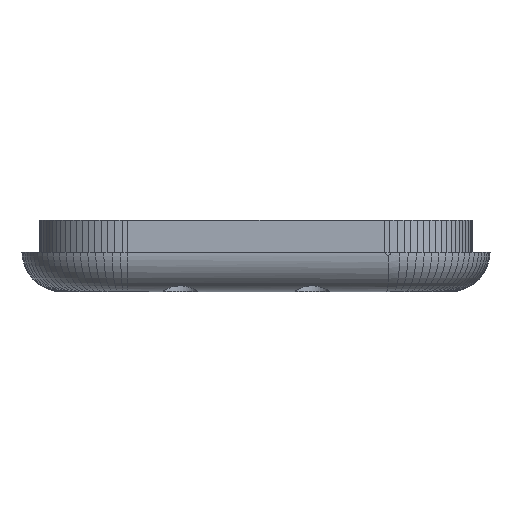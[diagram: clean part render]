
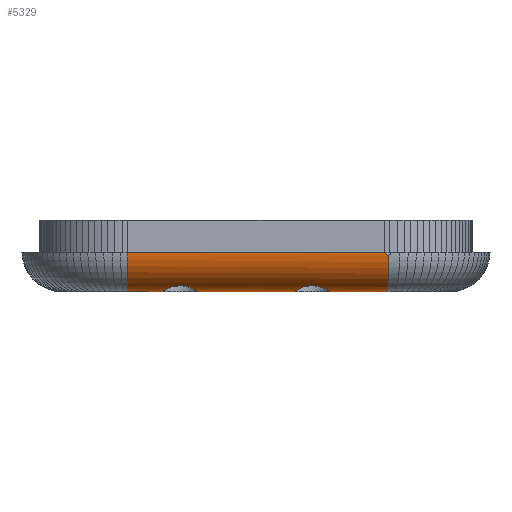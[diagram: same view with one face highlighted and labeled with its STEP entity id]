
A CAD part, left-side view. The second image highlights one B-rep face of the part: STEP entity #5329.
In plain terms, the highlighted cylindrical face has radius 5 mm (diameter 10 mm), a partial arc.
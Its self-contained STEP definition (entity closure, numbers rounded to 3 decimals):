
#17=ELLIPSE('',#5645,5.008,5.);
#18=ELLIPSE('',#5646,122.956,5.);
#19=ELLIPSE('',#5647,5.001,5.);
#104=B_SPLINE_CURVE_WITH_KNOTS('',3,(#7745,#7746,#7747,#7748,#7749,#7750,
#7751,#7752,#7753,#7754,#7755,#7756,#7757,#7758,#7759,#7760,#7761,#7762,
#7763,#7764,#7765,#7766),.UNSPECIFIED.,.F.,.F.,(4,2,2,2,2,2,2,2,2,2,4),
(0.281,0.326,0.41,0.494,
0.577,0.659,0.742,0.824,
0.908,0.992,1.037),.UNSPECIFIED.);
#105=B_SPLINE_CURVE_WITH_KNOTS('',3,(#7785,#7786,#7787,#7788,#7789,#7790,
#7791,#7792,#7793,#7794,#7795,#7796,#7797,#7798,#7799,#7800,#7801,#7802,
#7803,#7804,#7805,#7806),.UNSPECIFIED.,.F.,.F.,(4,2,2,2,2,2,2,2,2,2,4),
(0.282,0.326,0.41,0.494,
0.577,0.659,0.742,0.824,
0.908,0.992,1.037),.UNSPECIFIED.);
#320=FACE_OUTER_BOUND('',#603,.T.);
#603=EDGE_LOOP('',(#3770,#3771,#3772,#3773,#3774,#3775,#3776,#3777,#3778));
#914=LINE('',#7604,#1601);
#915=LINE('',#7610,#1602);
#916=LINE('',#7616,#1603);
#965=LINE('',#7783,#1652);
#1601=VECTOR('',#6084,10.);
#1602=VECTOR('',#6089,10.);
#1603=VECTOR('',#6094,10.);
#1652=VECTOR('',#6181,10.);
#2321=VERTEX_POINT('',#7601);
#2322=VERTEX_POINT('',#7603);
#2324=VERTEX_POINT('',#7607);
#2325=VERTEX_POINT('',#7609);
#2327=VERTEX_POINT('',#7613);
#2328=VERTEX_POINT('',#7615);
#2381=VERTEX_POINT('',#7778);
#2382=VERTEX_POINT('',#7780);
#2383=VERTEX_POINT('',#7782);
#2864=EDGE_CURVE('',#2322,#2321,#914,.T.);
#2867=EDGE_CURVE('',#2325,#2324,#915,.T.);
#2870=EDGE_CURVE('',#2328,#2327,#916,.T.);
#2925=EDGE_CURVE('',#2324,#2322,#104,.T.);
#2931=EDGE_CURVE('',#2381,#2321,#17,.T.);
#2932=EDGE_CURVE('',#2381,#2382,#18,.T.);
#2933=EDGE_CURVE('',#2382,#2383,#965,.T.);
#2934=EDGE_CURVE('',#2328,#2383,#19,.T.);
#2935=EDGE_CURVE('',#2327,#2325,#105,.T.);
#3770=ORIENTED_EDGE('',*,*,#2925,.T.);
#3771=ORIENTED_EDGE('',*,*,#2864,.T.);
#3772=ORIENTED_EDGE('',*,*,#2931,.F.);
#3773=ORIENTED_EDGE('',*,*,#2932,.T.);
#3774=ORIENTED_EDGE('',*,*,#2933,.T.);
#3775=ORIENTED_EDGE('',*,*,#2934,.F.);
#3776=ORIENTED_EDGE('',*,*,#2870,.T.);
#3777=ORIENTED_EDGE('',*,*,#2935,.T.);
#3778=ORIENTED_EDGE('',*,*,#2867,.T.);
#5226=CYLINDRICAL_SURFACE('',#5644,5.);
#5329=ADVANCED_FACE('',(#320),#5226,.T.);
#5644=AXIS2_PLACEMENT_3D('',#7777,#6175,#6176);
#5645=AXIS2_PLACEMENT_3D('',#7779,#6177,#6178);
#5646=AXIS2_PLACEMENT_3D('',#7781,#6179,#6180);
#5647=AXIS2_PLACEMENT_3D('',#7784,#6182,#6183);
#6084=DIRECTION('',(0.,-1.,0.));
#6089=DIRECTION('',(0.,-1.,0.));
#6094=DIRECTION('',(0.,-1.,0.));
#6175=DIRECTION('center_axis',(0.,1.,0.));
#6176=DIRECTION('ref_axis',(-0.707,0.,-0.707));
#6177=DIRECTION('center_axis',(0.056,-0.998,0.));
#6178=DIRECTION('ref_axis',(-0.998,-0.056,0.));
#6179=DIRECTION('center_axis',(0.999,0.041,0.));
#6180=DIRECTION('ref_axis',(-0.041,0.999,0.));
#6181=DIRECTION('',(0.,1.,0.));
#6182=DIRECTION('center_axis',(0.02,1.,0.));
#6183=DIRECTION('ref_axis',(-1.,0.02,0.));
#7601=CARTESIAN_POINT('',(-5.405,2.798,-23.84));
#7603=CARTESIAN_POINT('',(-5.405,10.135,-23.84));
#7604=CARTESIAN_POINT('',(-5.405,11.176,-23.84));
#7607=CARTESIAN_POINT('',(-5.405,14.336,-23.84));
#7609=CARTESIAN_POINT('',(-5.405,26.774,-23.84));
#7610=CARTESIAN_POINT('',(-5.405,11.176,-23.84));
#7613=CARTESIAN_POINT('',(-5.405,30.978,-23.84));
#7615=CARTESIAN_POINT('',(-5.405,35.47,-23.84));
#7616=CARTESIAN_POINT('',(-5.405,11.176,-23.84));
#7745=CARTESIAN_POINT('Ctrl Pts',(-5.405,14.336,-23.84));
#7746=CARTESIAN_POINT('Ctrl Pts',(-5.559,14.369,-23.84));
#7747=CARTESIAN_POINT('Ctrl Pts',(-5.714,14.385,-23.833));
#7748=CARTESIAN_POINT('Ctrl Pts',(-6.143,14.385,-23.793));
#7749=CARTESIAN_POINT('Ctrl Pts',(-6.435,14.328,-23.741));
#7750=CARTESIAN_POINT('Ctrl Pts',(-6.965,14.104,-23.598));
#7751=CARTESIAN_POINT('Ctrl Pts',(-7.204,13.938,-23.51));
#7752=CARTESIAN_POINT('Ctrl Pts',(-7.577,13.561,-23.348));
#7753=CARTESIAN_POINT('Ctrl Pts',(-7.74,13.324,-23.263));
#7754=CARTESIAN_POINT('Ctrl Pts',(-7.958,12.799,-23.141));
#7755=CARTESIAN_POINT('Ctrl Pts',(-8.014,12.51,-23.105));
#7756=CARTESIAN_POINT('Ctrl Pts',(-8.014,11.96,-23.105));
#7757=CARTESIAN_POINT('Ctrl Pts',(-7.958,11.671,-23.141));
#7758=CARTESIAN_POINT('Ctrl Pts',(-7.74,11.146,-23.263));
#7759=CARTESIAN_POINT('Ctrl Pts',(-7.577,10.91,-23.348));
#7760=CARTESIAN_POINT('Ctrl Pts',(-7.204,10.532,-23.51));
#7761=CARTESIAN_POINT('Ctrl Pts',(-6.965,10.366,-23.598));
#7762=CARTESIAN_POINT('Ctrl Pts',(-6.435,10.142,-23.741));
#7763=CARTESIAN_POINT('Ctrl Pts',(-6.143,10.085,-23.793));
#7764=CARTESIAN_POINT('Ctrl Pts',(-5.714,10.085,-23.833));
#7765=CARTESIAN_POINT('Ctrl Pts',(-5.559,10.101,-23.84));
#7766=CARTESIAN_POINT('Ctrl Pts',(-5.405,10.135,-23.84));
#7777=CARTESIAN_POINT('Origin',(-5.405,11.176,-18.84));
#7778=CARTESIAN_POINT('',(-10.384,2.519,-19.302));
#7779=CARTESIAN_POINT('Origin',(-5.405,2.798,-18.84));
#7780=CARTESIAN_POINT('',(-10.405,3.044,-18.84));
#7781=CARTESIAN_POINT('Origin',(-5.405,-119.81,-18.84));
#7782=CARTESIAN_POINT('',(-10.405,35.573,-18.84));
#7783=CARTESIAN_POINT('',(-10.405,3.044,-18.84));
#7784=CARTESIAN_POINT('Origin',(-5.405,35.47,-18.84));
#7785=CARTESIAN_POINT('Ctrl Pts',(-5.405,30.978,-23.84));
#7786=CARTESIAN_POINT('Ctrl Pts',(-5.557,31.01,-23.84));
#7787=CARTESIAN_POINT('Ctrl Pts',(-5.711,31.026,-23.833));
#7788=CARTESIAN_POINT('Ctrl Pts',(-6.137,31.026,-23.794));
#7789=CARTESIAN_POINT('Ctrl Pts',(-6.429,30.969,-23.742));
#7790=CARTESIAN_POINT('Ctrl Pts',(-6.96,30.745,-23.6));
#7791=CARTESIAN_POINT('Ctrl Pts',(-7.198,30.579,-23.512));
#7792=CARTESIAN_POINT('Ctrl Pts',(-7.572,30.202,-23.351));
#7793=CARTESIAN_POINT('Ctrl Pts',(-7.734,29.965,-23.266));
#7794=CARTESIAN_POINT('Ctrl Pts',(-7.953,29.44,-23.144));
#7795=CARTESIAN_POINT('Ctrl Pts',(-8.009,29.151,-23.109));
#7796=CARTESIAN_POINT('Ctrl Pts',(-8.009,28.601,-23.109));
#7797=CARTESIAN_POINT('Ctrl Pts',(-7.953,28.312,-23.144));
#7798=CARTESIAN_POINT('Ctrl Pts',(-7.734,27.787,-23.266));
#7799=CARTESIAN_POINT('Ctrl Pts',(-7.572,27.55,-23.351));
#7800=CARTESIAN_POINT('Ctrl Pts',(-7.198,27.173,-23.512));
#7801=CARTESIAN_POINT('Ctrl Pts',(-6.96,27.007,-23.6));
#7802=CARTESIAN_POINT('Ctrl Pts',(-6.429,26.783,-23.742));
#7803=CARTESIAN_POINT('Ctrl Pts',(-6.137,26.726,-23.794));
#7804=CARTESIAN_POINT('Ctrl Pts',(-5.711,26.726,-23.833));
#7805=CARTESIAN_POINT('Ctrl Pts',(-5.557,26.742,-23.84));
#7806=CARTESIAN_POINT('Ctrl Pts',(-5.405,26.774,-23.84));
